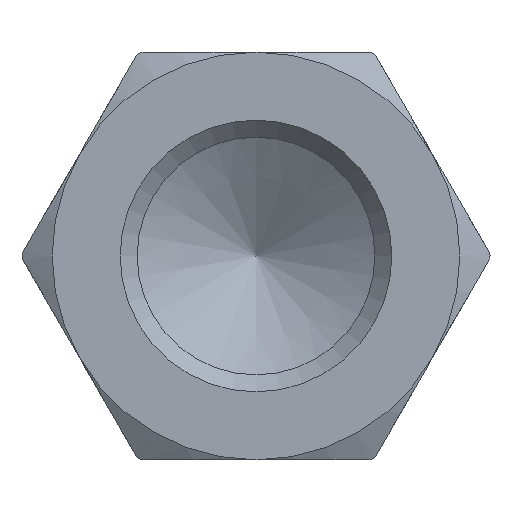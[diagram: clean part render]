
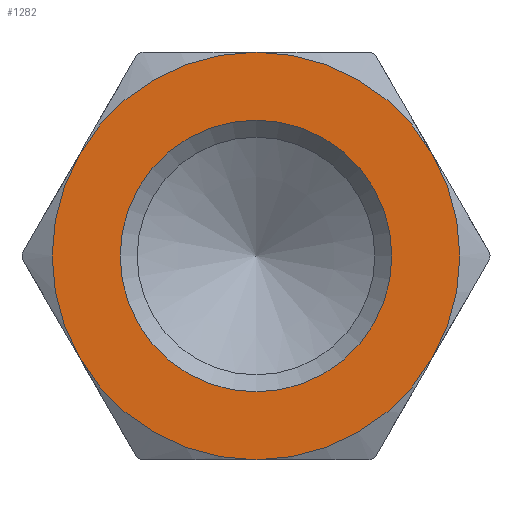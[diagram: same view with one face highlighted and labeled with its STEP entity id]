
A CAD part, front view. The second image highlights one B-rep face of the part: STEP entity #1282.
In plain terms, the highlighted planar face has unit normal (0, -1, 0).
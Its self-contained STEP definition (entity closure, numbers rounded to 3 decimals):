
#8 = CIRCLE ( 'NONE', #1261, 12. ) ;
#11 = VERTEX_POINT ( 'NONE', #935 ) ;
#16 = EDGE_LOOP ( 'NONE', ( #221 ) ) ;
#42 = VERTEX_POINT ( 'NONE', #524 ) ;
#77 = CIRCLE ( 'NONE', #1328, 12. ) ;
#78 = CIRCLE ( 'NONE', #233, 12. ) ;
#99 = ORIENTED_EDGE ( 'NONE', *, *, #705, .T. ) ;
#103 = AXIS2_PLACEMENT_3D ( 'NONE', #170, #1001, #903 ) ;
#116 = CIRCLE ( 'NONE', #1048, 12. ) ;
#170 = CARTESIAN_POINT ( 'NONE',  ( 0., 0., 0. ) ) ;
#221 = ORIENTED_EDGE ( 'NONE', *, *, #1086, .T. ) ;
#233 = AXIS2_PLACEMENT_3D ( 'NONE', #584, #1329, #1203 ) ;
#239 = ORIENTED_EDGE ( 'NONE', *, *, #1299, .F. ) ;
#269 = CARTESIAN_POINT ( 'NONE',  ( 0., 0., 0. ) ) ;
#270 = EDGE_CURVE ( 'NONE', #769, #358, #8, .T. ) ;
#280 = CARTESIAN_POINT ( 'NONE',  ( -10.392, 0., -6. ) ) ;
#298 = AXIS2_PLACEMENT_3D ( 'NONE', #488, #788, #1207 ) ;
#336 = DIRECTION ( 'NONE',  ( 0., 0., 1. ) ) ;
#358 = VERTEX_POINT ( 'NONE', #280 ) ;
#379 = VERTEX_POINT ( 'NONE', #411 ) ;
#380 = CARTESIAN_POINT ( 'NONE',  ( 10.392, 0., -6. ) ) ;
#381 = ORIENTED_EDGE ( 'NONE', *, *, #619, .F. ) ;
#383 = DIRECTION ( 'NONE',  ( 0., 1., 0. ) ) ;
#401 = AXIS2_PLACEMENT_3D ( 'NONE', #1186, #1174, #336 ) ;
#410 = VERTEX_POINT ( 'NONE', #1327 ) ;
#411 = CARTESIAN_POINT ( 'NONE',  ( 0., 0., 12. ) ) ;
#481 = PLANE ( 'NONE',  #298 ) ;
#488 = CARTESIAN_POINT ( 'NONE',  ( 0., 0., 0. ) ) ;
#498 = ORIENTED_EDGE ( 'NONE', *, *, #898, .F. ) ;
#524 = CARTESIAN_POINT ( 'NONE',  ( 0., 0., 8. ) ) ;
#541 = FACE_OUTER_BOUND ( 'NONE', #1324, .T. ) ;
#543 = ORIENTED_EDGE ( 'NONE', *, *, #270, .F. ) ;
#584 = CARTESIAN_POINT ( 'NONE',  ( 0., 0., 0. ) ) ;
#600 = DIRECTION ( 'NONE',  ( 0., 1., 0. ) ) ;
#619 = EDGE_CURVE ( 'NONE', #358, #410, #892, .T. ) ;
#630 = VERTEX_POINT ( 'NONE', #380 ) ;
#637 = DIRECTION ( 'NONE',  ( 0., 0., 1. ) ) ;
#705 = EDGE_CURVE ( 'NONE', #769, #630, #78, .T. ) ;
#713 = CARTESIAN_POINT ( 'NONE',  ( 0., 0., 0. ) ) ;
#717 = DIRECTION ( 'NONE',  ( 0., 1., 0. ) ) ;
#760 = FACE_BOUND ( 'NONE', #16, .T. ) ;
#769 = VERTEX_POINT ( 'NONE', #890 ) ;
#788 = DIRECTION ( 'NONE',  ( 0., 1., 0. ) ) ;
#890 = CARTESIAN_POINT ( 'NONE',  ( 0., 0., -12. ) ) ;
#892 = CIRCLE ( 'NONE', #103, 12. ) ;
#897 = DIRECTION ( 'NONE',  ( 0., 0., 1. ) ) ;
#898 = EDGE_CURVE ( 'NONE', #410, #379, #116, .T. ) ;
#903 = DIRECTION ( 'NONE',  ( 0., 0., 1. ) ) ;
#915 = CARTESIAN_POINT ( 'NONE',  ( 0., 0., 0. ) ) ;
#917 = CARTESIAN_POINT ( 'NONE',  ( 0., 0., 0. ) ) ;
#935 = CARTESIAN_POINT ( 'NONE',  ( 10.392, 0., 6. ) ) ;
#1001 = DIRECTION ( 'NONE',  ( 0., 1., 0. ) ) ;
#1048 = AXIS2_PLACEMENT_3D ( 'NONE', #917, #717, #637 ) ;
#1056 = CIRCLE ( 'NONE', #1230, 12. ) ;
#1086 = EDGE_CURVE ( 'NONE', #42, #42, #1202, .T. ) ;
#1128 = DIRECTION ( 'NONE',  ( 0., 0., 1. ) ) ;
#1174 = DIRECTION ( 'NONE',  ( 0., 1., 0. ) ) ;
#1186 = CARTESIAN_POINT ( 'NONE',  ( 0., 0., 0. ) ) ;
#1202 = CIRCLE ( 'NONE', #401, 8. ) ;
#1203 = DIRECTION ( 'NONE',  ( 0., 0., -1. ) ) ;
#1207 = DIRECTION ( 'NONE',  ( 0., 0., 1. ) ) ;
#1230 = AXIS2_PLACEMENT_3D ( 'NONE', #269, #383, #897 ) ;
#1239 = DIRECTION ( 'NONE',  ( 0., 1., 0. ) ) ;
#1261 = AXIS2_PLACEMENT_3D ( 'NONE', #713, #600, #1330 ) ;
#1282 = ADVANCED_FACE ( 'NONE', ( #760, #541 ), #481, .F. ) ;
#1299 = EDGE_CURVE ( 'NONE', #379, #11, #1056, .T. ) ;
#1307 = ORIENTED_EDGE ( 'NONE', *, *, #1343, .F. ) ;
#1324 = EDGE_LOOP ( 'NONE', ( #239, #498, #381, #543, #99, #1307 ) ) ;
#1327 = CARTESIAN_POINT ( 'NONE',  ( -10.392, 0., 6. ) ) ;
#1328 = AXIS2_PLACEMENT_3D ( 'NONE', #915, #1239, #1128 ) ;
#1329 = DIRECTION ( 'NONE',  ( 0., -1., 0. ) ) ;
#1330 = DIRECTION ( 'NONE',  ( 0., 0., 1. ) ) ;
#1343 = EDGE_CURVE ( 'NONE', #11, #630, #77, .T. ) ;
